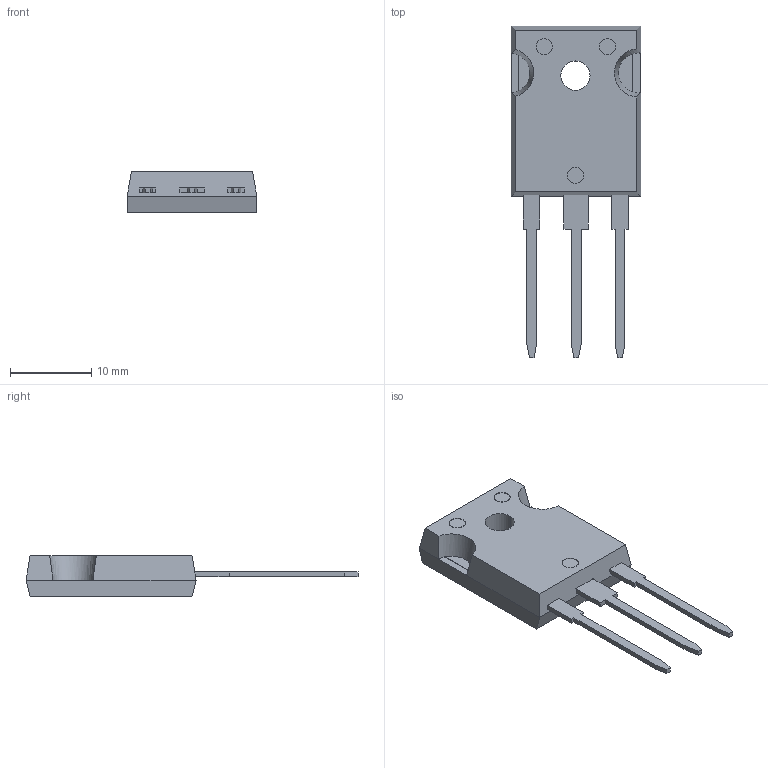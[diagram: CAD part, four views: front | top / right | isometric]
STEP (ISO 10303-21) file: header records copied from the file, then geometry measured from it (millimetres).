
FILE_DESCRIPTION(('STEP AP214'),'1');
FILE_NAME('TO-247-3L_F.stp','2023-11-03T18:03:44',(' '),(' '),'Spatial InterOp 3D',' ',' ');
FILE_SCHEMA(('AUTOMOTIVE_DESIGN { 1 0 10303 214 1 1 1 1 }'));
Length unit declared in the file: metre
Products named in the file (6): TO-247-3L_F; Component1; Component2; Component4; Component5; Component6
Assembly tree (5 placements, depth 2):
  TO-247-3L_F
    Component1
    Component2
    Component4
    Component5
    Component6
Bounding box: 15.94 x 40.9 x 5.02 mm (x, y, z)
Volume: 1542 mm3; surface area: 1967.9 mm2
Topology: 5 solids, 5 shells, 114 faces, 288 edges, 188 vertices
Faces by surface type: plane 100, cylinder 12, bspline 2
Entity records: 3562 total; most frequent: CARTESIAN_POINT 614, ORIENTED_EDGE 576, DIRECTION 556, EDGE_CURVE 288, LINE 256, VECTOR 256, VERTEX_POINT 188, AXIS2_PLACEMENT_3D 150
